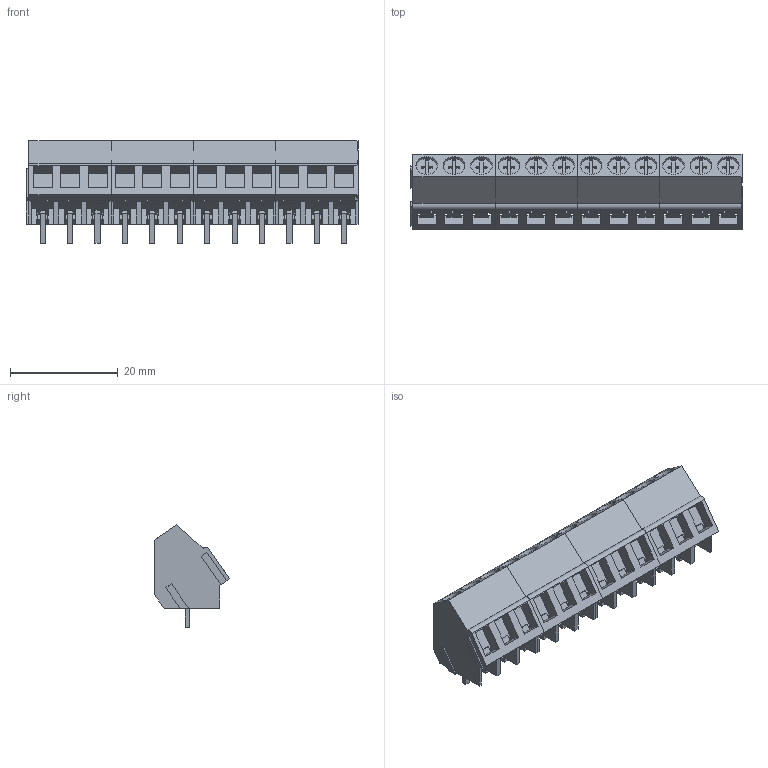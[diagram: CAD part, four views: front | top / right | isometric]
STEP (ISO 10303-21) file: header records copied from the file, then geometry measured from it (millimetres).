
FILE_DESCRIPTION(('CATIA V5 STEP Exchange','CAx-IF Rec.Pracs.--- Model Styling and Organization---1.2---2011-12-15'),'2;1');
FILE_NAME ('D1465161_0_9994630000_9994630000.stp','2018-03-31T06:28:42+00:00',('none'),('Weidmueller'),'CATIA Version 5-6 Release 2014','CATIA V5 STEP AP214','none');
FILE_SCHEMA(('AUTOMOTIVE_DESIGN { 1 0 10303 214 1 1 1 1 }'));
Length unit declared in the file: millimetre
Products named in the file (1): 9994630000
Bounding box: 61.51 x 13.9 x 19 mm (x, y, z)
Volume: 7064.5 mm3; surface area: 7963.6 mm2
Topology: 28 solids, 28 shells, 972 faces, 2712 edges, 1808 vertices
Faces by surface type: plane 896, cylinder 76
Entity records: 29899 total; most frequent: ORIENTED_EDGE 5424, CARTESIAN_POINT 5230, DIRECTION 4112, EDGE_CURVE 2712, VECTOR 2512, LINE 2512, VERTEX_POINT 1808, EDGE_LOOP 1008
